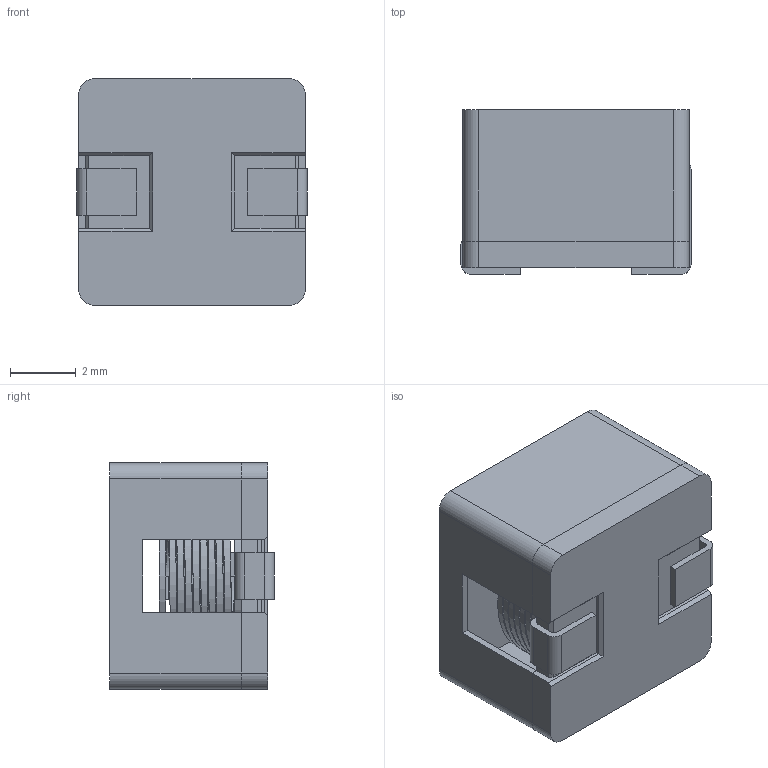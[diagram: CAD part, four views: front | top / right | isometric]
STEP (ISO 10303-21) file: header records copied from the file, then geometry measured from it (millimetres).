
FILE_DESCRIPTION (( 'STEP AP214' ), '1' );
FILE_NAME ('CSBX0650-100M.STEP', '2024-12-27T08:11:56', ( 'LENOVO' ), ( '' ), 'SwSTEP 2.0', 'SolidWorks 2021', '' );
FILE_SCHEMA (( 'AUTOMOTIVE_DESIGN' ));
Length unit declared in the file: millimetre
Products named in the file (1): CSBX0650-100M
Bounding box: 7 x 5 x 6.9 mm (x, y, z)
Volume: 100.5 mm3; surface area: 836.2 mm2
Topology: 12 solids, 12 shells, 220 faces, 560 edges, 372 vertices
Faces by surface type: plane 162, cylinder 34, bspline 24
Entity records: 8683 total; most frequent: CARTESIAN_POINT 2633, ORIENTED_EDGE 1120, DIRECTION 978, EDGE_CURVE 560, VECTOR 448, LINE 448, VERTEX_POINT 372, AXIS2_PLACEMENT_3D 265
